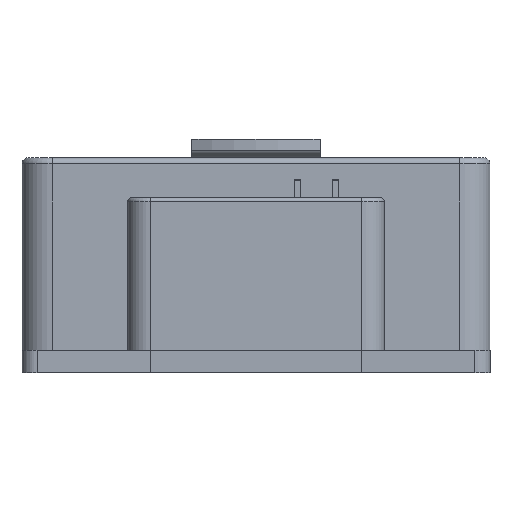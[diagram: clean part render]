
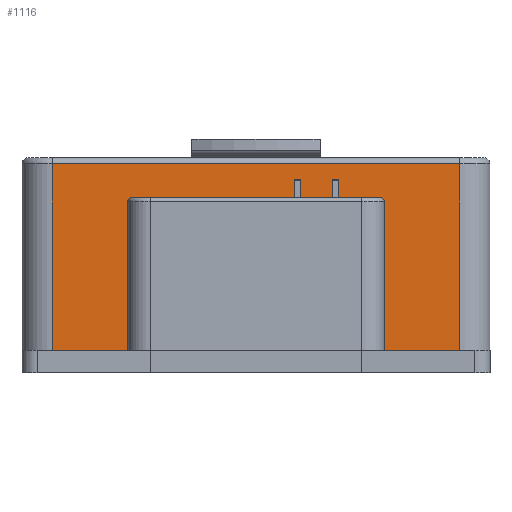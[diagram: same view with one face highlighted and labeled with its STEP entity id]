
A CAD part, left-side view. The second image highlights one B-rep face of the part: STEP entity #1116.
In plain terms, the highlighted planar face has unit normal (-1, 0, 0).
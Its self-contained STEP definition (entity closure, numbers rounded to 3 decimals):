
#844=CARTESIAN_POINT('',(-39.5,27.,27.7));
#845=VERTEX_POINT('',#844);
#912=CARTESIAN_POINT('',(-39.5,-27.,27.7));
#913=VERTEX_POINT('',#912);
#930=CARTESIAN_POINT('',(-39.5,27.,27.7));
#931=DIRECTION('',(0.0,-1.0,0.0));
#932=VECTOR('',#931,54.0);
#933=LINE('',#930,#932);
#934=EDGE_CURVE('',#845,#913,#933,.T.);
#1067=CARTESIAN_POINT('',(-39.5,-27.,3.0));
#1068=VERTEX_POINT('',#1067);
#1069=CARTESIAN_POINT('',(-39.5,-27.,27.7));
#1070=DIRECTION('',(0.0,0.0,-1.0));
#1071=VECTOR('',#1070,24.7);
#1072=LINE('',#1069,#1071);
#1073=EDGE_CURVE('',#913,#1068,#1072,.T.);
#1093=CARTESIAN_POINT('',(-39.5,-31.,3.0));
#1094=DIRECTION('',(-1.0,0.0,0.0));
#1095=DIRECTION('',(0.0,0.0,-1.0));
#1096=AXIS2_PLACEMENT_3D('',#1093,#1094,#1095);
#1097=PLANE('',#1096);
#1098=ORIENTED_EDGE('',*,*,#934,.F.);
#1099=CARTESIAN_POINT('',(-39.5,27.,3.0));
#1100=VERTEX_POINT('',#1099);
#1101=CARTESIAN_POINT('',(-39.5,27.,3.0));
#1102=DIRECTION('',(0.0,0.0,1.0));
#1103=VECTOR('',#1102,24.7);
#1104=LINE('',#1101,#1103);
#1105=EDGE_CURVE('',#1100,#845,#1104,.T.);
#1106=ORIENTED_EDGE('',*,*,#1105,.F.);
#1107=CARTESIAN_POINT('',(-39.5,27.,3.0));
#1108=DIRECTION('',(0.0,-1.0,0.0));
#1109=VECTOR('',#1108,54.);
#1110=LINE('',#1107,#1109);
#1111=EDGE_CURVE('',#1100,#1068,#1110,.T.);
#1112=ORIENTED_EDGE('',*,*,#1111,.T.);
#1113=ORIENTED_EDGE('',*,*,#1073,.F.);
#1114=EDGE_LOOP('',(#1098,#1106,#1112,#1113));
#1115=FACE_OUTER_BOUND('',#1114,.T.);
#1116=ADVANCED_FACE('',(#1115),#1097,.T.);
